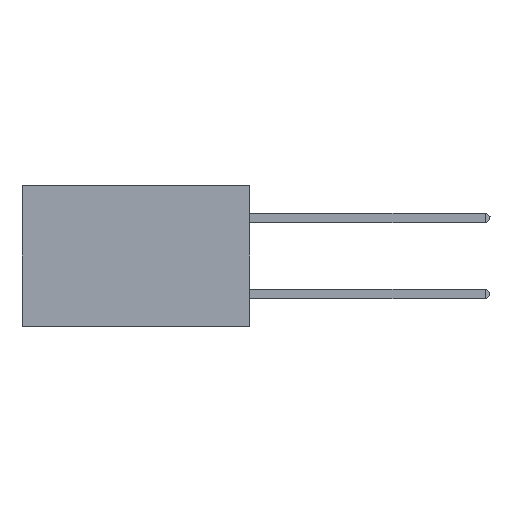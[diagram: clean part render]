
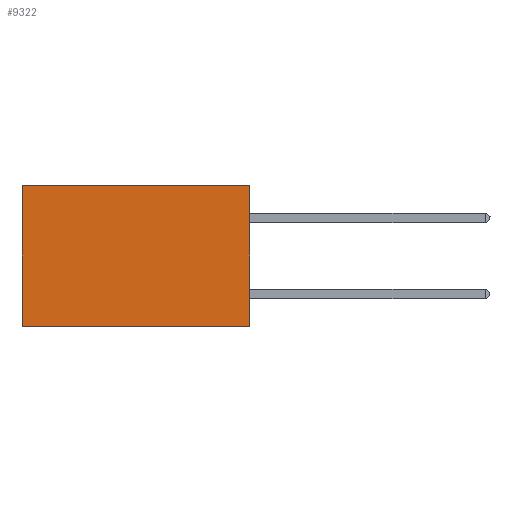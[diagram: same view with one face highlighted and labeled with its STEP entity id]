
A CAD part, left-side view. The second image highlights one B-rep face of the part: STEP entity #9322.
In plain terms, the highlighted planar face has unit normal (-1, 0, 0).
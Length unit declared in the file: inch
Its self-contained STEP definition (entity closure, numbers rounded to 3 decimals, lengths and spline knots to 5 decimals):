
#719 = VECTOR ( 'NONE', #12574, 39.37008 ) ;
#1155 = FACE_OUTER_BOUND ( 'NONE', #3017, .T. ) ;
#1845 = DIRECTION ( 'NONE',  ( 0., 0., -1. ) ) ;
#1888 = CARTESIAN_POINT ( 'NONE',  ( 0.2875, 0., 0. ) ) ;
#2018 = VECTOR ( 'NONE', #1845, 39.37008 ) ;
#2132 = AXIS2_PLACEMENT_3D ( 'NONE', #10464, #11542, #4910 ) ;
#3011 = EDGE_CURVE ( 'NONE', #13275, #9576, #5230, .T. ) ;
#3017 = EDGE_LOOP ( 'NONE', ( #13441, #11315, #7156, #11092 ) ) ;
#3747 = CARTESIAN_POINT ( 'NONE',  ( 0.2875, 0., 0. ) ) ;
#4563 = LINE ( 'NONE', #7157, #12986 ) ;
#4910 = DIRECTION ( 'NONE',  ( 0., 0., -1. ) ) ;
#5230 = LINE ( 'NONE', #1888, #2018 ) ;
#6035 = CARTESIAN_POINT ( 'NONE',  ( 0.2875, 0.6, 0. ) ) ;
#6569 = DIRECTION ( 'NONE',  ( 0., 1., 0. ) ) ;
#6571 = LINE ( 'NONE', #6658, #9554 ) ;
#6658 = CARTESIAN_POINT ( 'NONE',  ( 0.2875, 0., 0. ) ) ;
#7156 = ORIENTED_EDGE ( 'NONE', *, *, #3011, .F. ) ;
#7157 = CARTESIAN_POINT ( 'NONE',  ( 0.2875, 0., -0.37 ) ) ;
#7549 = CARTESIAN_POINT ( 'NONE',  ( 0.2875, 0., -0.37 ) ) ;
#8325 = VERTEX_POINT ( 'NONE', #10580 ) ;
#8697 = EDGE_CURVE ( 'NONE', #13275, #12451, #6571, .T. ) ;
#9206 = CARTESIAN_POINT ( 'NONE',  ( 0.2875, 0.6, 0. ) ) ;
#9322 = ADVANCED_FACE ( 'NONE', ( #1155 ), #10504, .F. ) ;
#9554 = VECTOR ( 'NONE', #6569, 39.37008 ) ;
#9576 = VERTEX_POINT ( 'NONE', #7549 ) ;
#10005 = EDGE_CURVE ( 'NONE', #9576, #8325, #4563, .T. ) ;
#10010 = LINE ( 'NONE', #6035, #719 ) ;
#10464 = CARTESIAN_POINT ( 'NONE',  ( 0.2875, 0., 0. ) ) ;
#10504 = PLANE ( 'NONE',  #2132 ) ;
#10580 = CARTESIAN_POINT ( 'NONE',  ( 0.2875, 0.6, -0.37 ) ) ;
#10728 = EDGE_CURVE ( 'NONE', #12451, #8325, #10010, .T. ) ;
#11092 = ORIENTED_EDGE ( 'NONE', *, *, #8697, .T. ) ;
#11315 = ORIENTED_EDGE ( 'NONE', *, *, #10005, .F. ) ;
#11542 = DIRECTION ( 'NONE',  ( 1., 0., 0. ) ) ;
#12451 = VERTEX_POINT ( 'NONE', #9206 ) ;
#12574 = DIRECTION ( 'NONE',  ( 0., 0., -1. ) ) ;
#12986 = VECTOR ( 'NONE', #13616, 39.37008 ) ;
#13275 = VERTEX_POINT ( 'NONE', #3747 ) ;
#13441 = ORIENTED_EDGE ( 'NONE', *, *, #10728, .T. ) ;
#13616 = DIRECTION ( 'NONE',  ( 0., 1., 0. ) ) ;
